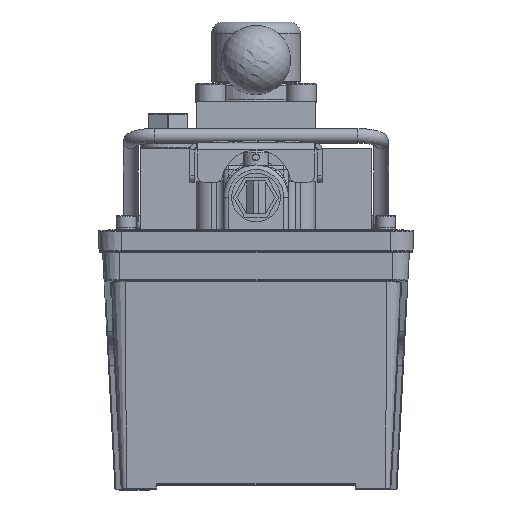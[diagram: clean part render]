
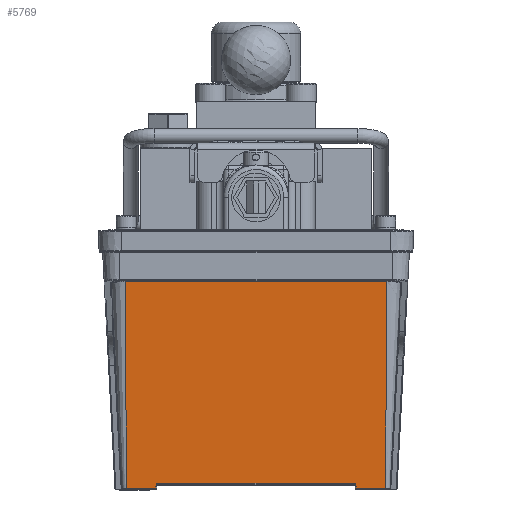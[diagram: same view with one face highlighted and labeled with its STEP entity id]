
A CAD part, top view. The second image highlights one B-rep face of the part: STEP entity #5769.
In plain terms, the highlighted planar face has unit normal (0, -0.052, 0.999).
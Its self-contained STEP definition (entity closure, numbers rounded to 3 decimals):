
#42 = DIRECTION ( 'NONE',  ( 1., 0., 0. ) ) ;
#201 = ORIENTED_EDGE ( 'NONE', *, *, #4781, .T. ) ;
#1090 = CARTESIAN_POINT ( 'NONE',  ( 269.349, -89.214, 100.405 ) ) ;
#1992 = EDGE_LOOP ( 'NONE', ( #26294, #22666, #10649, #16647, #23198, #45550, #48664, #26665, #201, #30883 ) ) ;
#2145 = FACE_OUTER_BOUND ( 'NONE', #1992, .T. ) ;
#2264 = EDGE_CURVE ( 'NONE', #10095, #38681, #6565, .T. ) ;
#2792 = CARTESIAN_POINT ( 'NONE',  ( 367.81, -53.832, 102.26 ) ) ;
#2813 = EDGE_CURVE ( 'NONE', #28646, #37501, #38808, .T. ) ;
#3054 = LINE ( 'NONE', #13930, #19786 ) ;
#3076 = CARTESIAN_POINT ( 'NONE',  ( 255.168, -2.153, 104.968 ) ) ;
#3403 = CARTESIAN_POINT ( 'NONE',  ( 255.371, -31.404, 103.435 ) ) ;
#3953 = LINE ( 'NONE', #10183, #38664 ) ;
#4781 = EDGE_CURVE ( 'NONE', #17708, #41218, #3953, .T. ) ;
#5330 = VECTOR ( 'NONE', #28028, 1000. ) ;
#5769 = ADVANCED_FACE ( 'NONE', ( #2145 ), #41565, .F. ) ;
#5798 = CARTESIAN_POINT ( 'NONE',  ( 354.808, -89.972, 100.366 ) ) ;
#6565 = LINE ( 'NONE', #46603, #5330 ) ;
#7240 = CARTESIAN_POINT ( 'NONE',  ( 369.493, -91.211, 100.301 ) ) ;
#7625 = DIRECTION ( 'NONE',  ( 1., 0., 0. ) ) ;
#8746 = CARTESIAN_POINT ( 'NONE',  ( 255.168, -2.153, 104.968 ) ) ;
#9503 = CARTESIAN_POINT ( 'NONE',  ( 354.873, -91.211, 100.301 ) ) ;
#9781 = CARTESIAN_POINT ( 'NONE',  ( 367.906, -83.753, 100.692 ) ) ;
#10095 = VERTEX_POINT ( 'NONE', #40291 ) ;
#10123 = CARTESIAN_POINT ( 'NONE',  ( 354.784, -89.524, 100.389 ) ) ;
#10183 = CARTESIAN_POINT ( 'NONE',  ( 349.904, 3.584, 105.269 ) ) ;
#10582 = CARTESIAN_POINT ( 'NONE',  ( 255.452, -83.753, 100.692 ) ) ;
#10649 = ORIENTED_EDGE ( 'NONE', *, *, #11462, .T. ) ;
#10899 = EDGE_CURVE ( 'NONE', #17708, #37501, #43768, .T. ) ;
#11462 = EDGE_CURVE ( 'NONE', #44900, #38905, #20966, .T. ) ;
#11612 = CARTESIAN_POINT ( 'NONE',  ( 368.19, -2.153, 104.968 ) ) ;
#11620 = EDGE_CURVE ( 'NONE', #28646, #38681, #47440, .T. ) ;
#13472 = CARTESIAN_POINT ( 'NONE',  ( 354.009, -89.214, 100.405 ) ) ;
#13930 = CARTESIAN_POINT ( 'NONE',  ( 255.151, -2.153, 104.968 ) ) ;
#14281 = EDGE_CURVE ( 'NONE', #28485, #44900, #3054, .T. ) ;
#14595 = CARTESIAN_POINT ( 'NONE',  ( 255.43, -38.88, 103.043 ) ) ;
#14929 = CARTESIAN_POINT ( 'NONE',  ( 255.312, -23.928, 103.827 ) ) ;
#16647 = ORIENTED_EDGE ( 'NONE', *, *, #40327, .T. ) ;
#17673 = CARTESIAN_POINT ( 'NONE',  ( 367.869, -46.356, 102.652 ) ) ;
#17708 = VERTEX_POINT ( 'NONE', #17709 ) ;
#17709 = CARTESIAN_POINT ( 'NONE',  ( 354.808, -89.972, 100.366 ) ) ;
#17898 = CARTESIAN_POINT ( 'NONE',  ( 268.574, -89.524, 100.389 ) ) ;
#17962 = CARTESIAN_POINT ( 'NONE',  ( 367.516, -91.211, 100.301 ) ) ;
#18404 = CARTESIAN_POINT ( 'NONE',  ( 269.349, -89.214, 100.405 ) ) ;
#18632 = CARTESIAN_POINT ( 'NONE',  ( 246.662, -1.812, 104.986 ) ) ;
#19786 = VECTOR ( 'NONE', #48763, 1000. ) ;
#20454 = CARTESIAN_POINT ( 'NONE',  ( 246.662, -89.214, 100.405 ) ) ;
#20949 = DIRECTION ( 'NONE',  ( 1., 0., 0. ) ) ;
#20966 = B_SPLINE_CURVE_WITH_KNOTS ( 'NONE', 3,
 ( #3076, #49085, #49240, #14929, #3403, #14595, #41091, #37715, #29670, #29834, #41743, #10582, #30158 ),
 .UNSPECIFIED., .F., .F.,
 ( 4, 3, 3, 3, 4 ),
 ( 0.401, 0.45, 0.5, 0.55, 0.6 ),
 .UNSPECIFIED. ) ;
#21516 = CARTESIAN_POINT ( 'NONE',  ( 367.847, -9.396, 104.589 ) ) ;
#22666 = ORIENTED_EDGE ( 'NONE', *, *, #14281, .T. ) ;
#23198 = ORIENTED_EDGE ( 'NONE', *, *, #2264, .T. ) ;
#23209 = VECTOR ( 'NONE', #42, 1000. ) ;
#24768 = CARTESIAN_POINT ( 'NONE',  ( 255.842, -91.211, 100.301 ) ) ;
#25363 = CARTESIAN_POINT ( 'NONE',  ( 367.516, -91.211, 100.301 ) ) ;
#25527 = AXIS2_PLACEMENT_3D ( 'NONE', #18632, #45403, #41235 ) ;
#25794 = B_SPLINE_CURVE_WITH_KNOTS ( 'NONE', 3,
 ( #25363, #9781, #36758, #40621, #37094, #2792, #17673, #48619, #29543, #32554, #36581, #21516, #37259 ),
 .UNSPECIFIED., .F., .F.,
 ( 4, 3, 3, 3, 4 ),
 ( 0.4, 0.45, 0.5, 0.55, 0.599 ),
 .UNSPECIFIED. ) ;
#26294 = ORIENTED_EDGE ( 'NONE', *, *, #49487, .T. ) ;
#26665 = ORIENTED_EDGE ( 'NONE', *, *, #10899, .F. ) ;
#28028 = DIRECTION ( 'NONE',  ( 0.052, 0.997, 0.052 ) ) ;
#28485 = VERTEX_POINT ( 'NONE', #11612 ) ;
#28646 = VERTEX_POINT ( 'NONE', #1090 ) ;
#28868 = CARTESIAN_POINT ( 'NONE',  ( 354.458, -89.214, 100.405 ) ) ;
#29282 = CARTESIAN_POINT ( 'NONE',  ( 268.9, -89.214, 100.405 ) ) ;
#29543 = CARTESIAN_POINT ( 'NONE',  ( 367.987, -31.404, 103.435 ) ) ;
#29670 = CARTESIAN_POINT ( 'NONE',  ( 255.607, -61.308, 101.868 ) ) ;
#29834 = CARTESIAN_POINT ( 'NONE',  ( 255.666, -68.784, 101.476 ) ) ;
#30158 = CARTESIAN_POINT ( 'NONE',  ( 255.842, -91.211, 100.301 ) ) ;
#30628 = CARTESIAN_POINT ( 'NONE',  ( 354.009, -89.214, 100.405 ) ) ;
#30883 = ORIENTED_EDGE ( 'NONE', *, *, #44224, .T. ) ;
#31692 = VECTOR ( 'NONE', #7625, 1000. ) ;
#32197 = VECTOR ( 'NONE', #20949, 1000. ) ;
#32554 = CARTESIAN_POINT ( 'NONE',  ( 368.046, -23.928, 103.827 ) ) ;
#33459 = CARTESIAN_POINT ( 'NONE',  ( 268.55, -89.972, 100.366 ) ) ;
#34063 = CARTESIAN_POINT ( 'NONE',  ( 268.865, -91.211, 100.301 ) ) ;
#36376 = LINE ( 'NONE', #7240, #23209 ) ;
#36581 = CARTESIAN_POINT ( 'NONE',  ( 368.103, -16.67, 104.207 ) ) ;
#36758 = CARTESIAN_POINT ( 'NONE',  ( 367.633, -76.26, 101.084 ) ) ;
#37094 = CARTESIAN_POINT ( 'NONE',  ( 367.751, -61.308, 101.868 ) ) ;
#37259 = CARTESIAN_POINT ( 'NONE',  ( 368.19, -2.153, 104.968 ) ) ;
#37501 = VERTEX_POINT ( 'NONE', #30628 ) ;
#37715 = CARTESIAN_POINT ( 'NONE',  ( 255.548, -53.832, 102.26 ) ) ;
#38664 = VECTOR ( 'NONE', #44859, 1000. ) ;
#38681 = VERTEX_POINT ( 'NONE', #39010 ) ;
#38808 = LINE ( 'NONE', #20454, #32197 ) ;
#38905 = VERTEX_POINT ( 'NONE', #24768 ) ;
#39010 = CARTESIAN_POINT ( 'NONE',  ( 268.55, -89.972, 100.366 ) ) ;
#40291 = CARTESIAN_POINT ( 'NONE',  ( 268.486, -91.211, 100.301 ) ) ;
#40327 = EDGE_CURVE ( 'NONE', #38905, #10095, #43113, .T. ) ;
#40621 = CARTESIAN_POINT ( 'NONE',  ( 367.692, -68.784, 101.476 ) ) ;
#41091 = CARTESIAN_POINT ( 'NONE',  ( 255.489, -46.356, 102.652 ) ) ;
#41218 = VERTEX_POINT ( 'NONE', #9503 ) ;
#41235 = DIRECTION ( 'NONE',  ( 0., -0.999, -0.052 ) ) ;
#41565 = PLANE ( 'NONE',  #25527 ) ;
#41743 = CARTESIAN_POINT ( 'NONE',  ( 255.725, -76.26, 101.084 ) ) ;
#43113 = LINE ( 'NONE', #34063, #31692 ) ;
#43768 =( BOUNDED_CURVE ( )  B_SPLINE_CURVE ( 3, ( #5798, #10123, #28868, #13472 ),
 .UNSPECIFIED., .F., .T. ) 
 B_SPLINE_CURVE_WITH_KNOTS ( ( 4, 4 ),
 ( 1.623, 3.142 ),
 .UNSPECIFIED. ) 
 CURVE ( )  GEOMETRIC_REPRESENTATION_ITEM ( )  RATIONAL_B_SPLINE_CURVE ( ( 1., 0.817, 0.817, 1. ) ) 
 REPRESENTATION_ITEM ( '' )  );
#44224 = EDGE_CURVE ( 'NONE', #41218, #47054, #36376, .T. ) ;
#44859 = DIRECTION ( 'NONE',  ( 0.052, -0.997, -0.052 ) ) ;
#44900 = VERTEX_POINT ( 'NONE', #8746 ) ;
#45403 = DIRECTION ( 'NONE',  ( 0., 0.052, -0.999 ) ) ;
#45550 = ORIENTED_EDGE ( 'NONE', *, *, #11620, .F. ) ;
#46603 = CARTESIAN_POINT ( 'NONE',  ( 273.098, -3.194, 104.914 ) ) ;
#47054 = VERTEX_POINT ( 'NONE', #17962 ) ;
#47440 =( BOUNDED_CURVE ( )  B_SPLINE_CURVE ( 3, ( #18404, #29282, #17898, #33459 ),
 .UNSPECIFIED., .F., .T. ) 
 B_SPLINE_CURVE_WITH_KNOTS ( ( 4, 4 ),
 ( 0., 1.518 ),
 .UNSPECIFIED. ) 
 CURVE ( )  GEOMETRIC_REPRESENTATION_ITEM ( )  RATIONAL_B_SPLINE_CURVE ( ( 1., 0.817, 0.817, 1. ) ) 
 REPRESENTATION_ITEM ( '' )  );
#48619 = CARTESIAN_POINT ( 'NONE',  ( 367.928, -38.88, 103.043 ) ) ;
#48664 = ORIENTED_EDGE ( 'NONE', *, *, #2813, .T. ) ;
#48763 = DIRECTION ( 'NONE',  ( -1., 0., 0. ) ) ;
#49085 = CARTESIAN_POINT ( 'NONE',  ( 255.511, -9.396, 104.589 ) ) ;
#49240 = CARTESIAN_POINT ( 'NONE',  ( 255.255, -16.67, 104.207 ) ) ;
#49487 = EDGE_CURVE ( 'NONE', #47054, #28485, #25794, .T. ) ;
